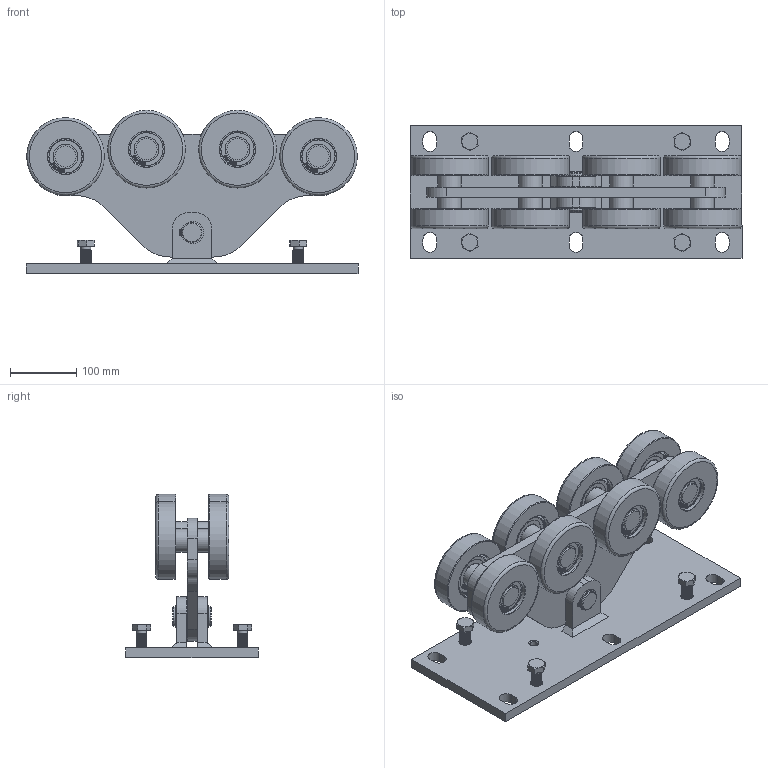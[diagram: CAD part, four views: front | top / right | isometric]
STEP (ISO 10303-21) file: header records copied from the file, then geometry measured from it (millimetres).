
FILE_DESCRIPTION(/* description */ ('CGS-350.8G - CARRELLO AUTOP. 8 RUOTE'),/* implementation_level */ '2;1');
FILE_NAME(/* name */ '10130011 001.stp',/* time_stamp */ '2023-03-02T10:19:21+01:00',/* author */ ('gcocco'),/* organization */ (''),/* preprocessor_version */ 'ST-DEVELOPER v17.2',/* originating_system */ 'Autodesk Inventor 2019',/* authorisation */ '');
FILE_SCHEMA (('AUTOMOTIVE_DESIGN { 1 0 10303 214 3 1 1 }'));
Length unit declared in the file: millimetre
Products named in the file (17): 10130011  001; 36201204  001; 36201204  001_1; 26201203; 26401608; 21000707; 71500624; 37510034  001; 27600201; 23000654; 33001258; 23001258  001; 74101046; 74101046_1; 74101032 GUARNIZIONE 2RS; 22000343; 71104097  001
Assembly tree (39 placements, depth 5):
  10130011  001
    36201204  001
      36201204  001_1
      26201203
      26401608  x2
    21000707
    71500624  x2
    37510034  001
      27600201
      23000654  x8
      33001258  x8
        23001258  001
        74101046
          74101046_1
          74101032 GUARNIZIONE 2RS  x2
      22000343  x4
    71104097  001  x4
Bounding box: 500 x 200 x 246 mm (x, y, z)
Volume: 4906694.7 mm3; surface area: 942228.2 mm2
Topology: 161 solids, 161 shells, 3500 faces, 9780 edges, 6626 vertices
Faces by surface type: bspline 1552, plane 1092, torus 304, cylinder 269, cone 187, sphere 96
Full cylindrical faces by diameter (mm): 2 x4, 11.835 x1, 13.835 x4, 14.917 x4, 16 x56, 21 x4, 22 x4, 24.8 x4, 24.9 x4, 25 x20, 28.6 x2, 30 x3, 30.2 x1, 30.3 x2, 32 x4, 35 x8, 37.062 x16, 37.1 x16, 49.938 x16, 49.99 x16, 54 x8, 62 x16, 70 x8, 117 x8
Entity records: 15657 total; most frequent: CARTESIAN_POINT 3806, ORIENTED_EDGE 2374, DIRECTION 2249, EDGE_CURVE 1187, AXIS2_PLACEMENT_3D 880, VERTEX_POINT 861, EDGE_LOOP 518, CIRCLE 496
